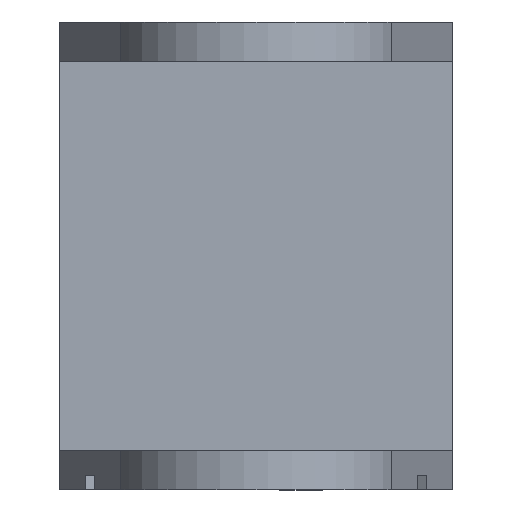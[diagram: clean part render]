
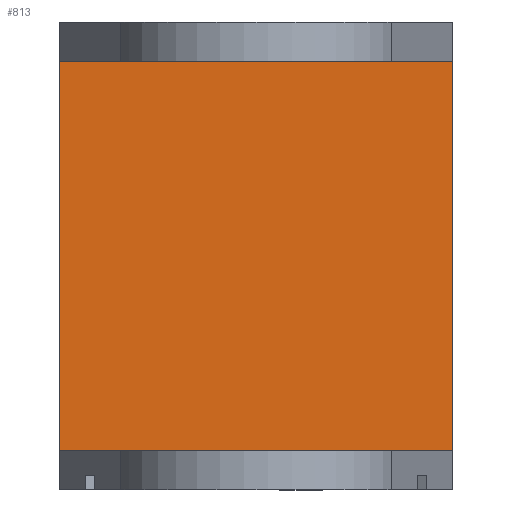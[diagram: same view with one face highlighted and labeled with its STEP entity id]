
A CAD part, front view. The second image highlights one B-rep face of the part: STEP entity #813.
In plain terms, the highlighted planar face has unit normal (0, -1, 0).
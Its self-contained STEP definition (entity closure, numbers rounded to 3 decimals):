
#113=LINE('',#1301,#181);
#136=LINE('',#1478,#204);
#137=LINE('',#1481,#205);
#138=LINE('',#1482,#206);
#181=VECTOR('',#952,10.);
#204=VECTOR('',#1041,10.);
#205=VECTOR('',#1044,10.);
#206=VECTOR('',#1045,10.);
#238=PLANE('',#884);
#273=FACE_OUTER_BOUND('',#328,.T.);
#328=EDGE_LOOP('',(#694,#695,#696,#697));
#382=VERTEX_POINT('',#1245);
#398=VERTEX_POINT('',#1298);
#399=VERTEX_POINT('',#1300);
#426=VERTEX_POINT('',#1480);
#478=EDGE_CURVE('',#398,#399,#113,.T.);
#523=EDGE_CURVE('',#382,#398,#136,.T.);
#524=EDGE_CURVE('',#426,#399,#137,.T.);
#525=EDGE_CURVE('',#382,#426,#138,.T.);
#694=ORIENTED_EDGE('',*,*,#524,.T.);
#695=ORIENTED_EDGE('',*,*,#478,.F.);
#696=ORIENTED_EDGE('',*,*,#523,.F.);
#697=ORIENTED_EDGE('',*,*,#525,.T.);
#813=ADVANCED_FACE('',(#273),#238,.T.);
#884=AXIS2_PLACEMENT_3D('',#1479,#1042,#1043);
#952=DIRECTION('',(0.,0.,1.));
#1041=DIRECTION('',(-1.,0.,0.));
#1042=DIRECTION('center_axis',(0.,-1.,0.));
#1043=DIRECTION('ref_axis',(1.,0.,0.));
#1044=DIRECTION('',(-1.,0.,0.));
#1045=DIRECTION('',(0.,0.,1.));
#1245=CARTESIAN_POINT('',(20.,6.491,-31.1));
#1298=CARTESIAN_POINT('',(-20.,6.491,-31.1));
#1300=CARTESIAN_POINT('',(-20.,6.491,8.5));
#1301=CARTESIAN_POINT('',(-20.,6.491,8.));
#1478=CARTESIAN_POINT('',(20.,6.491,-31.1));
#1479=CARTESIAN_POINT('Origin',(-20.,6.491,8.));
#1480=CARTESIAN_POINT('',(20.,6.491,8.5));
#1481=CARTESIAN_POINT('',(20.,6.491,8.5));
#1482=CARTESIAN_POINT('',(20.,6.491,8.));
